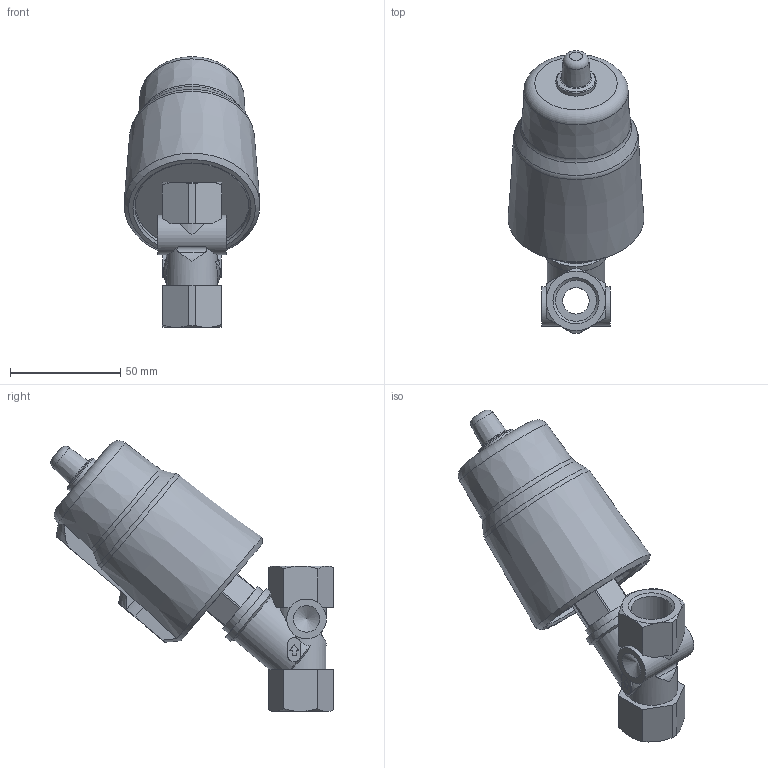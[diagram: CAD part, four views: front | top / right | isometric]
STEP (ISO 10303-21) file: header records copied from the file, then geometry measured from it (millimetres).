
FILE_DESCRIPTION(/* description */ ('STEP AP214'),/* implementation_level */ '2;1');
FILE_NAME(/* name */ '1002501_VZXF-L-M22C-M-B-G12-120-H3B1-50-16',/* time_stamp */ '2024-09-17T12:29:38+02:00',/* author */ ('License CC BY-ND 4.0'),/* organization */ ('CADENAS'),/* preprocessor_version */ 'ST-DEVELOPER v19.3',/* originating_system */ 'PARTsolutions',/* authorisation */ ' ');
FILE_SCHEMA (('AUTOMOTIVE_DESIGN {1 0 10303 214 3 1 1}'));
Length unit declared in the file: millimetre
Products named in the file (2): 1002501 VZXF-L-M22C-M-B-G12-120-H3B1-50-16; 1001805 VZXF-L-M22C-M-B-G12-120-H3B1-50-16---(V)
Assembly tree (1 placements, depth 2):
  1002501 VZXF-L-M22C-M-B-G12-120-H3B1-50-16
    1001805 VZXF-L-M22C-M-B-G12-120-H3B1-50-16---(V)
Bounding box: 61.77 x 128.3 x 123 mm (x, y, z)
Volume: 242711.4 mm3; surface area: 33199.7 mm2
Topology: 1 solids, 1 shells, 135 faces, 352 edges, 228 vertices
Faces by surface type: plane 73, cone 30, cylinder 26, torus 6
Full cylindrical faces by diameter (mm): 8.566 x1, 12 x1, 18 x1, 18.2 x1, 18.631 x2, 25 x1, 29 x1, 51.7 x1
Entity records: 4184 total; most frequent: CARTESIAN_POINT 1054, ORIENTED_EDGE 636, DIRECTION 611, EDGE_CURVE 318, AXIS2_PLACEMENT_3D 247, VERTEX_POINT 220, FACE_BOUND 172, EDGE_LOOP 170
